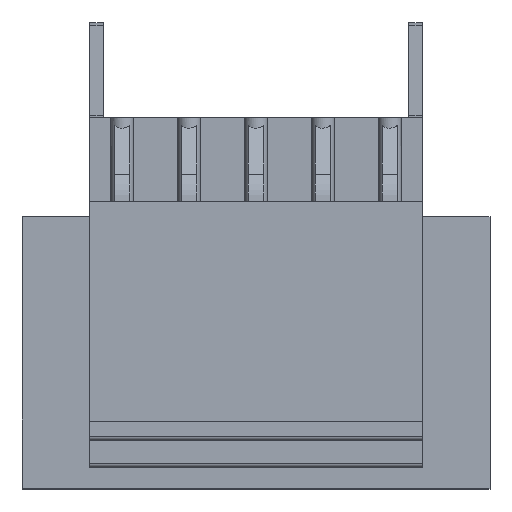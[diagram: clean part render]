
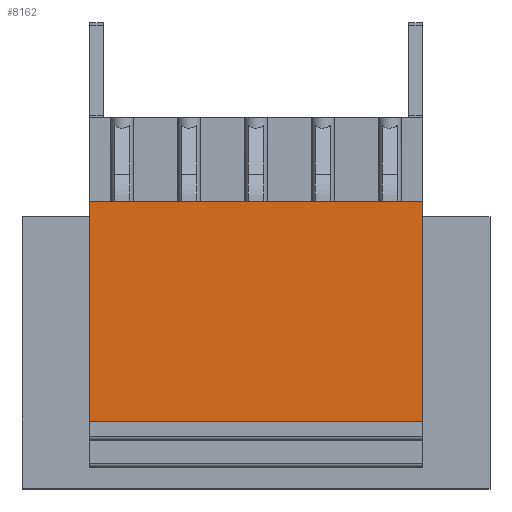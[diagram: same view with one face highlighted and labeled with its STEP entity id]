
A CAD part, top view. The second image highlights one B-rep face of the part: STEP entity #8162.
In plain terms, the highlighted planar face has unit normal (0, 0, 1).
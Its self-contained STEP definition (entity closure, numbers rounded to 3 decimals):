
#7905=AXIS2_PLACEMENT_3D('Plane Axis2P3D',#7902,#7903,#7904) ;
#7902=CARTESIAN_POINT('Axis2P3D Location',(0.,2.5,33.)) ;
#8035=CARTESIAN_POINT('Vertex',(20.95,3.5,33.)) ;
#8038=CARTESIAN_POINT('Line Origine',(12.25,3.5,33.)) ;
#8042=CARTESIAN_POINT('Vertex',(3.55,3.5,33.)) ;
#8057=CARTESIAN_POINT('Line Origine',(20.95,9.25,33.)) ;
#8061=CARTESIAN_POINT('Vertex',(20.95,15.,33.)) ;
#8064=CARTESIAN_POINT('Line Origine',(20.3,15.,33.)) ;
#8068=CARTESIAN_POINT('Vertex',(19.65,15.,33.)) ;
#8071=CARTESIAN_POINT('Line Origine',(19.25,15.,33.)) ;
#8075=CARTESIAN_POINT('Vertex',(18.85,15.,33.)) ;
#8078=CARTESIAN_POINT('Line Origine',(17.5,15.,33.)) ;
#8082=CARTESIAN_POINT('Vertex',(16.15,15.,33.)) ;
#8085=CARTESIAN_POINT('Line Origine',(15.75,15.,33.)) ;
#8089=CARTESIAN_POINT('Vertex',(15.35,15.,33.)) ;
#8092=CARTESIAN_POINT('Line Origine',(14.,15.,33.)) ;
#8096=CARTESIAN_POINT('Vertex',(12.65,15.,33.)) ;
#8099=CARTESIAN_POINT('Line Origine',(12.25,15.,33.)) ;
#8103=CARTESIAN_POINT('Vertex',(11.85,15.,33.)) ;
#8106=CARTESIAN_POINT('Line Origine',(10.5,15.,33.)) ;
#8110=CARTESIAN_POINT('Vertex',(9.15,15.,33.)) ;
#8113=CARTESIAN_POINT('Line Origine',(8.75,15.,33.)) ;
#8117=CARTESIAN_POINT('Vertex',(8.35,15.,33.)) ;
#8120=CARTESIAN_POINT('Line Origine',(7.,15.,33.)) ;
#8124=CARTESIAN_POINT('Vertex',(5.65,15.,33.)) ;
#8127=CARTESIAN_POINT('Line Origine',(5.25,15.,33.)) ;
#8131=CARTESIAN_POINT('Vertex',(4.85,15.,33.)) ;
#8134=CARTESIAN_POINT('Line Origine',(4.2,15.,33.)) ;
#8138=CARTESIAN_POINT('Vertex',(3.55,15.,33.)) ;
#8141=CARTESIAN_POINT('Line Origine',(3.55,9.25,33.)) ;
#7903=DIRECTION('Axis2P3D Direction',(-0.,0.,1.)) ;
#7904=DIRECTION('Axis2P3D XDirection',(0.,-1.,0.)) ;
#8039=DIRECTION('Vector Direction',(1.,0.,0.)) ;
#8058=DIRECTION('Vector Direction',(0.,-1.,0.)) ;
#8065=DIRECTION('Vector Direction',(1.,0.,0.)) ;
#8072=DIRECTION('Vector Direction',(1.,0.,0.)) ;
#8079=DIRECTION('Vector Direction',(1.,0.,0.)) ;
#8086=DIRECTION('Vector Direction',(1.,0.,0.)) ;
#8093=DIRECTION('Vector Direction',(1.,0.,0.)) ;
#8100=DIRECTION('Vector Direction',(1.,0.,0.)) ;
#8107=DIRECTION('Vector Direction',(1.,0.,0.)) ;
#8114=DIRECTION('Vector Direction',(1.,0.,0.)) ;
#8121=DIRECTION('Vector Direction',(1.,0.,0.)) ;
#8128=DIRECTION('Vector Direction',(1.,0.,0.)) ;
#8135=DIRECTION('Vector Direction',(1.,0.,0.)) ;
#8142=DIRECTION('Vector Direction',(0.,-1.,0.)) ;
#8040=VECTOR('Line Direction',#8039,1.) ;
#8059=VECTOR('Line Direction',#8058,1.) ;
#8066=VECTOR('Line Direction',#8065,1.) ;
#8073=VECTOR('Line Direction',#8072,1.) ;
#8080=VECTOR('Line Direction',#8079,1.) ;
#8087=VECTOR('Line Direction',#8086,1.) ;
#8094=VECTOR('Line Direction',#8093,1.) ;
#8101=VECTOR('Line Direction',#8100,1.) ;
#8108=VECTOR('Line Direction',#8107,1.) ;
#8115=VECTOR('Line Direction',#8114,1.) ;
#8122=VECTOR('Line Direction',#8121,1.) ;
#8129=VECTOR('Line Direction',#8128,1.) ;
#8136=VECTOR('Line Direction',#8135,1.) ;
#8143=VECTOR('Line Direction',#8142,1.) ;
#8147=ORIENTED_EDGE('',*,*,#8063,.T.) ;
#8148=ORIENTED_EDGE('',*,*,#8070,.F.) ;
#8149=ORIENTED_EDGE('',*,*,#8077,.F.) ;
#8150=ORIENTED_EDGE('',*,*,#8084,.F.) ;
#8151=ORIENTED_EDGE('',*,*,#8091,.F.) ;
#8152=ORIENTED_EDGE('',*,*,#8098,.F.) ;
#8153=ORIENTED_EDGE('',*,*,#8105,.F.) ;
#8154=ORIENTED_EDGE('',*,*,#8112,.F.) ;
#8155=ORIENTED_EDGE('',*,*,#8119,.F.) ;
#8156=ORIENTED_EDGE('',*,*,#8126,.F.) ;
#8157=ORIENTED_EDGE('',*,*,#8133,.F.) ;
#8158=ORIENTED_EDGE('',*,*,#8140,.F.) ;
#8159=ORIENTED_EDGE('',*,*,#8145,.F.) ;
#8160=ORIENTED_EDGE('',*,*,#8044,.T.) ;
#8162=ADVANCED_FACE('HOUSING',(#8161),#7906,.T.) ;
#8044=EDGE_CURVE('',#8043,#8036,#8041,.T.) ;
#8063=EDGE_CURVE('',#8036,#8062,#8060,.F.) ;
#8070=EDGE_CURVE('',#8069,#8062,#8067,.T.) ;
#8077=EDGE_CURVE('',#8076,#8069,#8074,.T.) ;
#8084=EDGE_CURVE('',#8083,#8076,#8081,.T.) ;
#8091=EDGE_CURVE('',#8090,#8083,#8088,.T.) ;
#8098=EDGE_CURVE('',#8097,#8090,#8095,.T.) ;
#8105=EDGE_CURVE('',#8104,#8097,#8102,.T.) ;
#8112=EDGE_CURVE('',#8111,#8104,#8109,.T.) ;
#8119=EDGE_CURVE('',#8118,#8111,#8116,.T.) ;
#8126=EDGE_CURVE('',#8125,#8118,#8123,.T.) ;
#8133=EDGE_CURVE('',#8132,#8125,#8130,.T.) ;
#8140=EDGE_CURVE('',#8139,#8132,#8137,.T.) ;
#8145=EDGE_CURVE('',#8043,#8139,#8144,.F.) ;
#8146=EDGE_LOOP('',(#8147,#8148,#8149,#8150,#8151,#8152,#8153,#8154,#8155,#8156,#8157,#8158,#8159,#8160)) ;
#8161=FACE_OUTER_BOUND('',#8146,.T.) ;
#8041=LINE('Line',#8038,#8040) ;
#8060=LINE('Line',#8057,#8059) ;
#8067=LINE('Line',#8064,#8066) ;
#8074=LINE('Line',#8071,#8073) ;
#8081=LINE('Line',#8078,#8080) ;
#8088=LINE('Line',#8085,#8087) ;
#8095=LINE('Line',#8092,#8094) ;
#8102=LINE('Line',#8099,#8101) ;
#8109=LINE('Line',#8106,#8108) ;
#8116=LINE('Line',#8113,#8115) ;
#8123=LINE('Line',#8120,#8122) ;
#8130=LINE('Line',#8127,#8129) ;
#8137=LINE('Line',#8134,#8136) ;
#8144=LINE('Line',#8141,#8143) ;
#7906=PLANE('',#7905) ;
#8036=VERTEX_POINT('',#8035) ;
#8043=VERTEX_POINT('',#8042) ;
#8062=VERTEX_POINT('',#8061) ;
#8069=VERTEX_POINT('',#8068) ;
#8076=VERTEX_POINT('',#8075) ;
#8083=VERTEX_POINT('',#8082) ;
#8090=VERTEX_POINT('',#8089) ;
#8097=VERTEX_POINT('',#8096) ;
#8104=VERTEX_POINT('',#8103) ;
#8111=VERTEX_POINT('',#8110) ;
#8118=VERTEX_POINT('',#8117) ;
#8125=VERTEX_POINT('',#8124) ;
#8132=VERTEX_POINT('',#8131) ;
#8139=VERTEX_POINT('',#8138) ;
